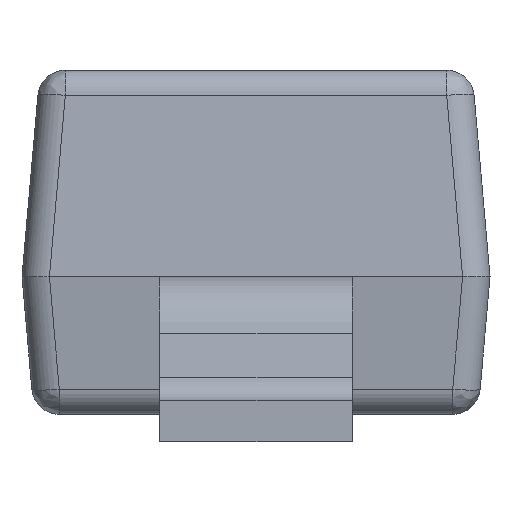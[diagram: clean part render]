
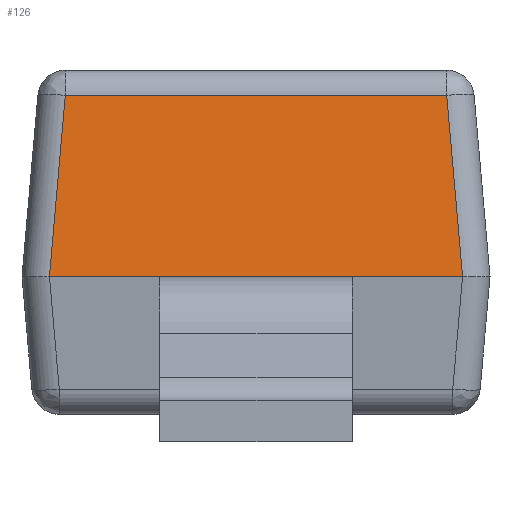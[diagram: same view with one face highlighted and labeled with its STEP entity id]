
A CAD part, left-side view. The second image highlights one B-rep face of the part: STEP entity #126.
In plain terms, the highlighted planar face has unit normal (-0.996, 0, 0.087).
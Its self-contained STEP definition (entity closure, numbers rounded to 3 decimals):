
#126=ADVANCED_FACE('',(#704),#706,.T.);
#704=FACE_BOUND('',#705,.T.);
#705=EDGE_LOOP('',(#1281,#1282,#1283,#1284));
#706=PLANE('',#707);
#707=AXIS2_PLACEMENT_3D('',#708,#709,#710);
#708=CARTESIAN_POINT('',(-1.425,0.85,0.6));
#709=DIRECTION('',(-0.996,0.,0.087));
#710=DIRECTION('',(0.,-1.,0.));
#1281=ORIENTED_EDGE('',*,*,#1571,.F.);
#1282=ORIENTED_EDGE('',*,*,#1572,.F.);
#1283=ORIENTED_EDGE('',*,*,#1573,.T.);
#1284=ORIENTED_EDGE('',*,*,#1574,.T.);
#1571=EDGE_CURVE('',#1737,#1738,#1739,.T.);
#1572=EDGE_CURVE('',#1740,#1737,#1741,.T.);
#1573=EDGE_CURVE('',#1740,#1742,#1743,.T.);
#1574=EDGE_CURVE('',#1742,#1738,#1744,.T.);
#1737=VERTEX_POINT('',#2023);
#1738=VERTEX_POINT('',#2024);
#1739=LINE('',#2025,#2026);
#1740=VERTEX_POINT('',#2028);
#1741=LINE('',#2029,#2030);
#1742=VERTEX_POINT('',#2032);
#1743=LINE('',#2033,#2034);
#1744=LINE('',#2036,#2037);
#2023=CARTESIAN_POINT('',(-1.367,0.693,1.259));
#2024=CARTESIAN_POINT('',(-1.367,-0.693,1.259));
#2025=CARTESIAN_POINT('',(-1.367,0.693,1.259));
#2026=VECTOR('',#2027,1.);
#2027=DIRECTION('',(0.,-1.,0.));
#2028=CARTESIAN_POINT('',(-1.425,0.75,0.6));
#2029=CARTESIAN_POINT('',(-1.425,0.75,0.6));
#2030=VECTOR('',#2031,1.);
#2031=DIRECTION('',(0.087,-0.087,0.992));
#2032=CARTESIAN_POINT('',(-1.425,-0.75,0.6));
#2033=CARTESIAN_POINT('',(-1.425,0.75,0.6));
#2034=VECTOR('',#2035,1.);
#2035=DIRECTION('',(0.,-1.,0.));
#2036=CARTESIAN_POINT('',(-1.425,-0.75,0.6));
#2037=VECTOR('',#2038,1.);
#2038=DIRECTION('',(0.087,0.087,0.992));
